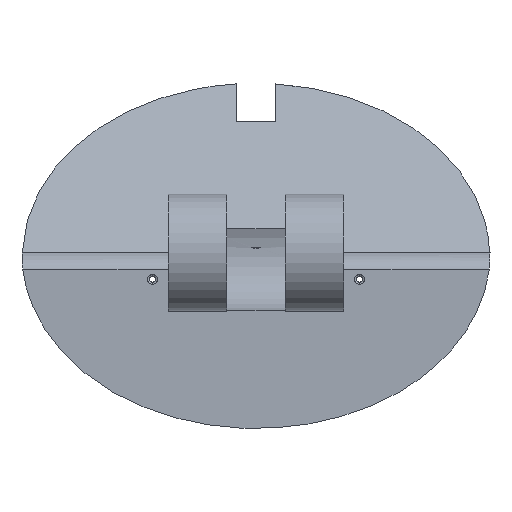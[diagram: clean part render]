
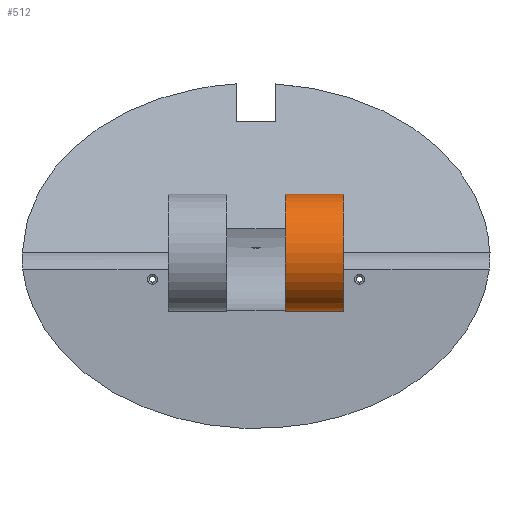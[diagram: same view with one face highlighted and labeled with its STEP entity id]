
A CAD part, front view. The second image highlights one B-rep face of the part: STEP entity #512.
In plain terms, the highlighted cylindrical face has radius 3 mm (diameter 6 mm), a partial arc.
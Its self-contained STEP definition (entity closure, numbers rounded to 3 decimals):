
#13 = CARTESIAN_POINT ( 'NONE',  ( 4.5, -16.532, 0.81 ) ) ;
#240 = CYLINDRICAL_SURFACE ( 'NONE', #493, 3. ) ;
#298 = DIRECTION ( 'NONE',  ( -1., 0., 0. ) ) ;
#315 = CARTESIAN_POINT ( 'NONE',  ( 4.5, -16.532, -2.19 ) ) ;
#361 = AXIS2_PLACEMENT_3D ( 'NONE', #461, #713, #2264 ) ;
#461 = CARTESIAN_POINT ( 'NONE',  ( 4.5, -16.532, 0.81 ) ) ;
#493 = AXIS2_PLACEMENT_3D ( 'NONE', #13, #2351, #791 ) ;
#512 = ADVANCED_FACE ( 'NONE', ( #2291 ), #240, .T. ) ;
#613 = LINE ( 'NONE', #3191, #718 ) ;
#664 = AXIS2_PLACEMENT_3D ( 'NONE', #2906, #2927, #3162 ) ;
#713 = DIRECTION ( 'NONE',  ( 1., 0., 0. ) ) ;
#718 = VECTOR ( 'NONE', #1658, 1000. ) ;
#791 = DIRECTION ( 'NONE',  ( 0., 0., 1. ) ) ;
#1062 = ORIENTED_EDGE ( 'NONE', *, *, #3279, .F. ) ;
#1195 = EDGE_CURVE ( 'NONE', #2400, #2233, #1593, .T. ) ;
#1214 = ORIENTED_EDGE ( 'NONE', *, *, #1852, .T. ) ;
#1358 = CIRCLE ( 'NONE', #664, 3. ) ;
#1392 = EDGE_LOOP ( 'NONE', ( #2418, #1062, #1214, #2750 ) ) ;
#1437 = CIRCLE ( 'NONE', #361, 3. ) ;
#1526 = CARTESIAN_POINT ( 'NONE',  ( 4.5, -16.532, -2.19 ) ) ;
#1593 = LINE ( 'NONE', #315, #2318 ) ;
#1609 = CARTESIAN_POINT ( 'NONE',  ( 4.5, -16.532, 3.81 ) ) ;
#1658 = DIRECTION ( 'NONE',  ( -1., 0., 0. ) ) ;
#1852 = EDGE_CURVE ( 'NONE', #2650, #2058, #613, .T. ) ;
#1874 = CARTESIAN_POINT ( 'NONE',  ( 1.5, -16.532, 3.81 ) ) ;
#1909 = CARTESIAN_POINT ( 'NONE',  ( 1.5, -16.532, -2.19 ) ) ;
#2058 = VERTEX_POINT ( 'NONE', #1874 ) ;
#2233 = VERTEX_POINT ( 'NONE', #1909 ) ;
#2264 = DIRECTION ( 'NONE',  ( 0., 0., -1. ) ) ;
#2291 = FACE_OUTER_BOUND ( 'NONE', #1392, .T. ) ;
#2318 = VECTOR ( 'NONE', #298, 1000. ) ;
#2351 = DIRECTION ( 'NONE',  ( -1., 0., 0. ) ) ;
#2400 = VERTEX_POINT ( 'NONE', #1526 ) ;
#2418 = ORIENTED_EDGE ( 'NONE', *, *, #1195, .F. ) ;
#2650 = VERTEX_POINT ( 'NONE', #1609 ) ;
#2683 = EDGE_CURVE ( 'NONE', #2058, #2233, #1358, .T. ) ;
#2750 = ORIENTED_EDGE ( 'NONE', *, *, #2683, .T. ) ;
#2906 = CARTESIAN_POINT ( 'NONE',  ( 1.5, -16.532, 0.81 ) ) ;
#2927 = DIRECTION ( 'NONE',  ( 1., 0., 0. ) ) ;
#3162 = DIRECTION ( 'NONE',  ( 0., 0., -1. ) ) ;
#3191 = CARTESIAN_POINT ( 'NONE',  ( 4.5, -16.532, 3.81 ) ) ;
#3279 = EDGE_CURVE ( 'NONE', #2650, #2400, #1437, .T. ) ;
